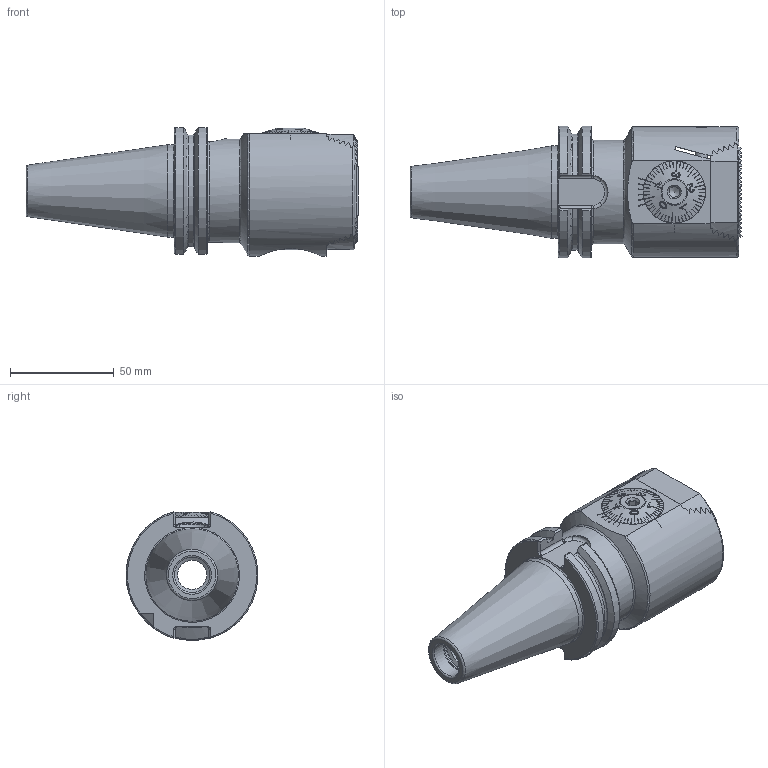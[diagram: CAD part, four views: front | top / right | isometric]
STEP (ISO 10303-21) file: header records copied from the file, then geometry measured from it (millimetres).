
FILE_DESCRIPTION (( 'STEP AP214' ), '1' );
FILE_NAME ('SK4.MH1.K01.090.STEP', '2020-08-13T13:46:01', ( '' ), ( '' ), 'SwSTEP 2.0', 'SolidWorks 2017', '' );
FILE_SCHEMA (( 'AUTOMOTIVE_DESIGN' ));
Length unit declared in the file: millimetre
Products named in the file (16): SK4.MH1.K01.090; A55-BG2.011.016_D; A55-BG2.012.006_B; MH1-BG3.001.042_D; A55-BG2.014.007_A; MH1-BG2.001.056_D; A55-BG2.015.007_A; MH1-BG1.001.049; SK4-MH1.K00.090_A; ISO 4762 - M6 x 16; ISO 4026 - M8 x 6; MH1-BG1.001.049_B; A55-BG2.013.005_C; A55-BG1.012.007_B; ISO 4026 - M4 x 5; ISO 4026 - M10 x 20
Assembly tree (16 placements, depth 3):
  SK4.MH1.K01.090
    SK4-MH1.K00.090_A
    A55-BG2.012.006_B
    A55-BG2.013.005_C
    A55-BG2.015.007_A
      A55-BG2.011.016_D
      A55-BG2.014.007_A
    MH1-BG1.001.049
      MH1-BG1.001.049_B
      A55-BG1.012.007_B
    MH1-BG2.001.056_D
    MH1-BG3.001.042_D
    ISO 4026 - M4 x 5
    ISO 4026 - M10 x 20  x2
    ISO 4762 - M6 x 16
    ISO 4026 - M8 x 6
Bounding box: 159.83 x 63.38 x 61.95 mm (x, y, z)
Volume: 270589.6 mm3; surface area: 74627 mm2
Topology: 14 solids, 14 shells, 955 faces, 2641 edges, 1724 vertices
Faces by surface type: plane 556, cylinder 188, cone 124, torus 46, bspline 41
Full cylindrical faces by diameter (mm): 1 x1, 1.6 x1, 3.3 x1, 4 x1, 4.2 x6, 5 x1, 6 x1, 6.4 x1, 6.8 x3, 8 x3, 8.5 x4, 10 x3, 11 x3, 11.5 x1, 11.6 x1, 11.75 x1, 11.95 x1, 12 x3, 12.4 x1, 14 x3, 14.2 x1, 16 x1, 17 x1, 17.45 x1, 18 x1, 20 x4, 22 x1, 25 x3, 29.9 x1, 29.98 x1
Entity records: 39278 total; most frequent: CARTESIAN_POINT 13978, ORIENTED_EDGE 4848, DIRECTION 3695, EDGE_CURVE 2424, VERTEX_POINT 1661, AXIS2_PLACEMENT_3D 1417, EDGE_LOOP 1137, FACE_OUTER_BOUND 1028
